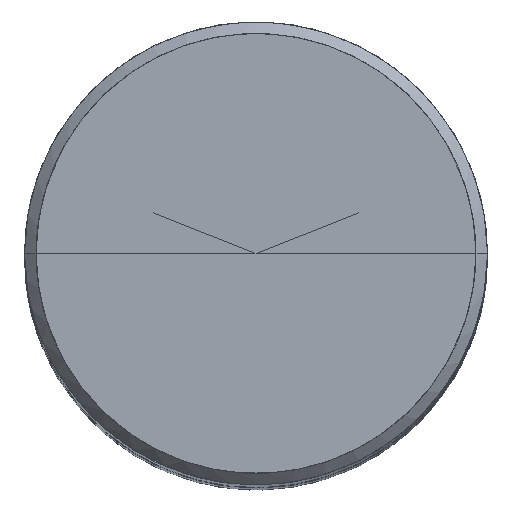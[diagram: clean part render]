
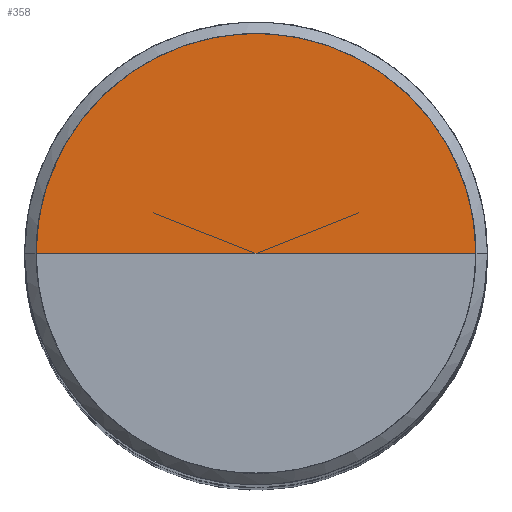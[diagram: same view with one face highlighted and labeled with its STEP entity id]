
A CAD part, top view. The second image highlights one B-rep face of the part: STEP entity #358.
In plain terms, the highlighted free-form (B-spline) face has degree [1, 2] with [2, 5] control points.
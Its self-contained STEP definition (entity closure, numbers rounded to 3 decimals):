
#71=CARTESIAN_POINT('',(-9.5,0.,56.));
#75=CARTESIAN_POINT('',(9.5,0.,56.));
#76=CARTESIAN_POINT('',(0.,0.,56.));
#92=CARTESIAN_POINT('',(9.5,9.5,56.));
#93=CARTESIAN_POINT('',(0.,9.5,56.));
#94=CARTESIAN_POINT('',(-9.5,9.5,56.));
#343=(
BOUNDED_SURFACE()
B_SPLINE_SURFACE(1,2,(
(#75,#92,#93,#94,#71),
(#76,#76,#76,#76,#76)
), .UNSPECIFIED.,.F.,.F.,.F.)
B_SPLINE_SURFACE_WITH_KNOTS((2,2),(3,2,3),(
0.,1.),(
0.,0.5,1.), .UNSPECIFIED.)
GEOMETRIC_REPRESENTATION_ITEM()
RATIONAL_B_SPLINE_SURFACE(((1.,0.707,1.,0.707,1.),
(1.,0.707,1.,0.707,1.)
))
REPRESENTATION_ITEM('')
SURFACE()
);
#344=(
BOUNDED_CURVE()
B_SPLINE_CURVE(2,(#71,#94,#93,#92,#75),.UNSPECIFIED.,.F.,.F.)
B_SPLINE_CURVE_WITH_KNOTS((3,2,3),
(0.,0.5,1.),.UNSPECIFIED.)
CURVE()
GEOMETRIC_REPRESENTATION_ITEM()
RATIONAL_B_SPLINE_CURVE((1.,0.707,1.,0.707,1.))
REPRESENTATION_ITEM('')
);
#345=(
BOUNDED_CURVE()
B_SPLINE_CURVE(1,(#75,#76),.UNSPECIFIED.,.F.,.F.)
B_SPLINE_CURVE_WITH_KNOTS((2,2),
(0.,1.),.UNSPECIFIED.)
CURVE()
GEOMETRIC_REPRESENTATION_ITEM()
RATIONAL_B_SPLINE_CURVE((1.,1.))
REPRESENTATION_ITEM('')
);
#346=(
BOUNDED_CURVE()
B_SPLINE_CURVE(1,(#76,#71),.UNSPECIFIED.,.F.,.F.)
B_SPLINE_CURVE_WITH_KNOTS((2,2),
(0.,1.),.UNSPECIFIED.)
CURVE()
GEOMETRIC_REPRESENTATION_ITEM()
RATIONAL_B_SPLINE_CURVE((1.,1.))
REPRESENTATION_ITEM('')
);
#347=VERTEX_POINT('',#71);
#348=VERTEX_POINT('',#75);
#349=VERTEX_POINT('',#76);
#350=EDGE_CURVE('',#347,#348,#344,.T.);
#351=EDGE_CURVE('',#348,#349,#345,.T.);
#352=EDGE_CURVE('',#349,#347,#346,.T.);
#353=ORIENTED_EDGE('',*,*,#350,.T.);
#354=ORIENTED_EDGE('',*,*,#351,.T.);
#355=ORIENTED_EDGE('',*,*,#352,.T.);
#356=EDGE_LOOP('',(#353,#354,#355));
#357=FACE_OUTER_BOUND('',#356,.T.);
#358=ADVANCED_FACE('',(#357),#343,.T.);
